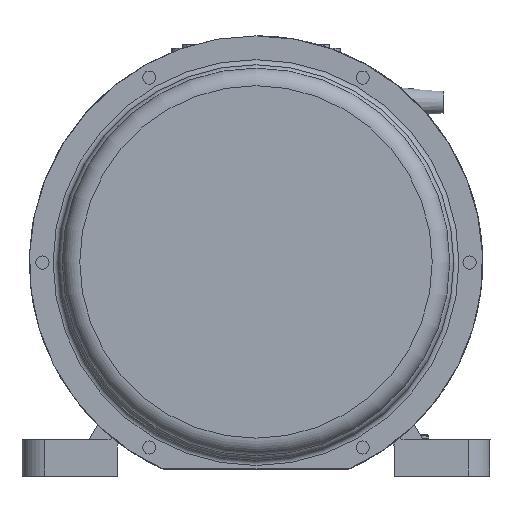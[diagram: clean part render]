
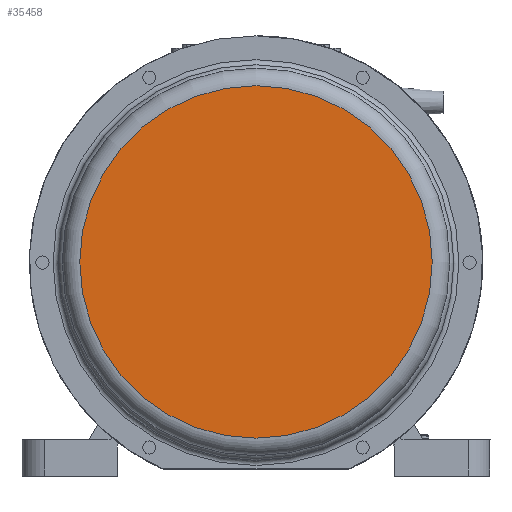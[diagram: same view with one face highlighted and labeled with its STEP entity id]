
A CAD part, left-side view. The second image highlights one B-rep face of the part: STEP entity #35458.
In plain terms, the highlighted planar face has unit normal (-1, 0, 0).
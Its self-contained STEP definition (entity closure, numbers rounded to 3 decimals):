
#20330=ORIENTED_EDGE('',*,*,#23455,.F.);
#20896=CIRCLE('',#34486,120.5);
#21939=VERTEX_POINT('',#33228);
#23455=EDGE_CURVE('',#21939,#21939,#20896,.T.);
#24264=EDGE_LOOP('',(#20330));
#25078=FACE_BOUND('',#24264,.T.);
#28276=DIRECTION('',(1.,0.,0.));
#28277=DIRECTION('',(0.,120.5,0.));
#28282=DIRECTION('',(-1.,0.,0.));
#28283=DIRECTION('',(0.,1.,0.));
#33228=CARTESIAN_POINT('',(1534.219,1778.551,0.));
#33229=CARTESIAN_POINT('',(1534.219,1658.051,0.));
#33233=CARTESIAN_POINT('',(1534.219,1658.051,0.));
#34486=AXIS2_PLACEMENT_3D('',#33229,#28276,#28277);
#34489=AXIS2_PLACEMENT_3D('',#33233,#28282,#28283);
#34830=PLANE('',#34489);
#35458=ADVANCED_FACE('',(#25078),#34830,.T.);
